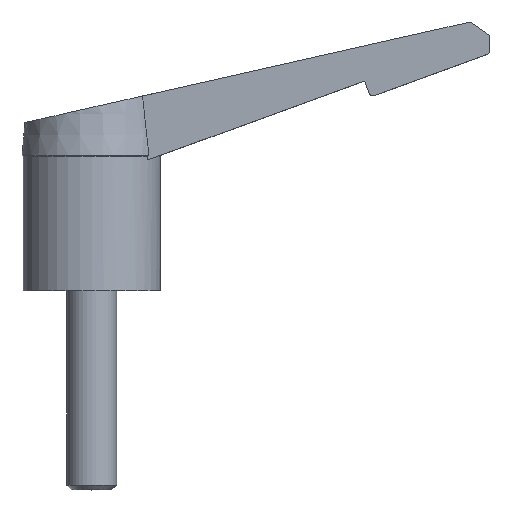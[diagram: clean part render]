
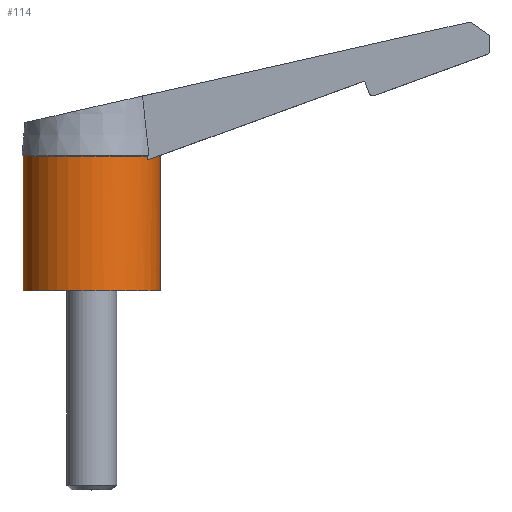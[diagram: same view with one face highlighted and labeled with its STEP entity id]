
A CAD part, top view. The second image highlights one B-rep face of the part: STEP entity #114.
In plain terms, the highlighted cylindrical face has radius 6.9 mm (diameter 13.8 mm), a partial arc.
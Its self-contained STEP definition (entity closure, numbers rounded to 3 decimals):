
#114 = ADVANCED_FACE( '', ( #199 ), #200, .T. );
#199 = FACE_OUTER_BOUND( '', #288, .T. );
#200 = CYLINDRICAL_SURFACE( '', #289, 6.9 );
#288 = EDGE_LOOP( '', ( #615, #616, #617, #618, #619, #620, #621, #622 ) );
#289 = AXIS2_PLACEMENT_3D( '', #623, #624, #625 );
#615 = ORIENTED_EDGE( '', *, *, #665, .T. );
#616 = ORIENTED_EDGE( '', *, *, #725, .F. );
#617 = ORIENTED_EDGE( '', *, *, #732, .T. );
#618 = ORIENTED_EDGE( '', *, *, #741, .T. );
#619 = ORIENTED_EDGE( '', *, *, #658, .F. );
#620 = ORIENTED_EDGE( '', *, *, #663, .F. );
#621 = ORIENTED_EDGE( '', *, *, #667, .T. );
#622 = ORIENTED_EDGE( '', *, *, #761, .T. );
#623 = CARTESIAN_POINT( '', ( 0., 6.75, 0. ) );
#624 = DIRECTION( '', ( 0., -1., 0. ) );
#625 = DIRECTION( '', ( 1., 0., 0. ) );
#658 = EDGE_CURVE( '', #777, #779, #780, .T. );
#663 = EDGE_CURVE( '', #786, #777, #788, .T. );
#665 = EDGE_CURVE( '', #790, #791, #792, .T. );
#667 = EDGE_CURVE( '', #786, #793, #795, .T. );
#725 = EDGE_CURVE( '', #892, #791, #894, .T. );
#732 = EDGE_CURVE( '', #892, #902, #904, .T. );
#741 = EDGE_CURVE( '', #902, #779, #917, .T. );
#761 = EDGE_CURVE( '', #793, #790, #947, .T. );
#777 = VERTEX_POINT( '', #974 );
#779 = VERTEX_POINT( '', #976 );
#780 = CIRCLE( '', #977, 6.9 );
#786 = VERTEX_POINT( '', #992 );
#788 = CIRCLE( '', #994, 6.9 );
#790 = VERTEX_POINT( '', #996 );
#791 = VERTEX_POINT( '', #997 );
#792 = LINE( '', #998, #999 );
#793 = VERTEX_POINT( '', #1000 );
#795 = LINE( '', #1002, #1003 );
#892 = VERTEX_POINT( '', #1166 );
#894 = CIRCLE( '', #1195, 6.9 );
#902 = VERTEX_POINT( '', #1231 );
#904 = ELLIPSE( '', #1234, 7.343, 6.9 );
#917 = LINE( '', #1261, #1262 );
#947 = CIRCLE( '', #1315, 6.9 );
#974 = CARTESIAN_POINT( '', ( 0., 13.5, 6.9 ) );
#976 = CARTESIAN_POINT( '', ( 5.622, 13.5, 4. ) );
#977 = AXIS2_PLACEMENT_3D( '', #1333, #1334, #1335 );
#992 = CARTESIAN_POINT( '', ( -6.9, 13.5, 0. ) );
#994 = AXIS2_PLACEMENT_3D( '', #1345, #1346, #1347 );
#996 = CARTESIAN_POINT( '', ( 6.9, 0., 0. ) );
#997 = CARTESIAN_POINT( '', ( 6.9, 13.5, 0. ) );
#998 = CARTESIAN_POINT( '', ( 6.9, 6.75, 0. ) );
#999 = VECTOR( '', #1351, 1. );
#1000 = CARTESIAN_POINT( '', ( -6.9, 0., 0. ) );
#1002 = CARTESIAN_POINT( '', ( -6.9, 6.75, 0. ) );
#1003 = VECTOR( '', #1355, 1. );
#1166 = CARTESIAN_POINT( '', ( 6.615, 13.5, 1.962 ) );
#1195 = AXIS2_PLACEMENT_3D( '', #1445, #1446, #1447 );
#1231 = CARTESIAN_POINT( '', ( 5.622, 13.139, 4. ) );
#1234 = AXIS2_PLACEMENT_3D( '', #1459, #1460, #1461 );
#1261 = CARTESIAN_POINT( '', ( 5.622, 12.296, 4. ) );
#1262 = VECTOR( '', #1473, 1. );
#1315 = AXIS2_PLACEMENT_3D( '', #1500, #1501, #1502 );
#1333 = CARTESIAN_POINT( '', ( 0., 13.5, 0. ) );
#1334 = DIRECTION( '', ( 0., 1., 0. ) );
#1335 = DIRECTION( '', ( 1., 0., 0. ) );
#1345 = CARTESIAN_POINT( '', ( 0., 13.5, 0. ) );
#1346 = DIRECTION( '', ( 0., 1., 0. ) );
#1347 = DIRECTION( '', ( 1., 0., 0. ) );
#1351 = DIRECTION( '', ( 0., 1., 0. ) );
#1355 = DIRECTION( '', ( 0., -1., 0. ) );
#1445 = CARTESIAN_POINT( '', ( 0., 13.5, 0. ) );
#1446 = DIRECTION( '', ( 0., 1., 0. ) );
#1447 = DIRECTION( '', ( 1., 0., 0. ) );
#1459 = CARTESIAN_POINT( '', ( 0., 11.092, 0. ) );
#1460 = DIRECTION( '', ( 0.342, -0.94, 0. ) );
#1461 = DIRECTION( '', ( 0.94, 0.342, 0. ) );
#1473 = DIRECTION( '', ( 0., 1., 0. ) );
#1500 = CARTESIAN_POINT( '', ( 0., 0., 0. ) );
#1501 = DIRECTION( '', ( 0., 1., 0. ) );
#1502 = DIRECTION( '', ( 1., 0., 0. ) );
